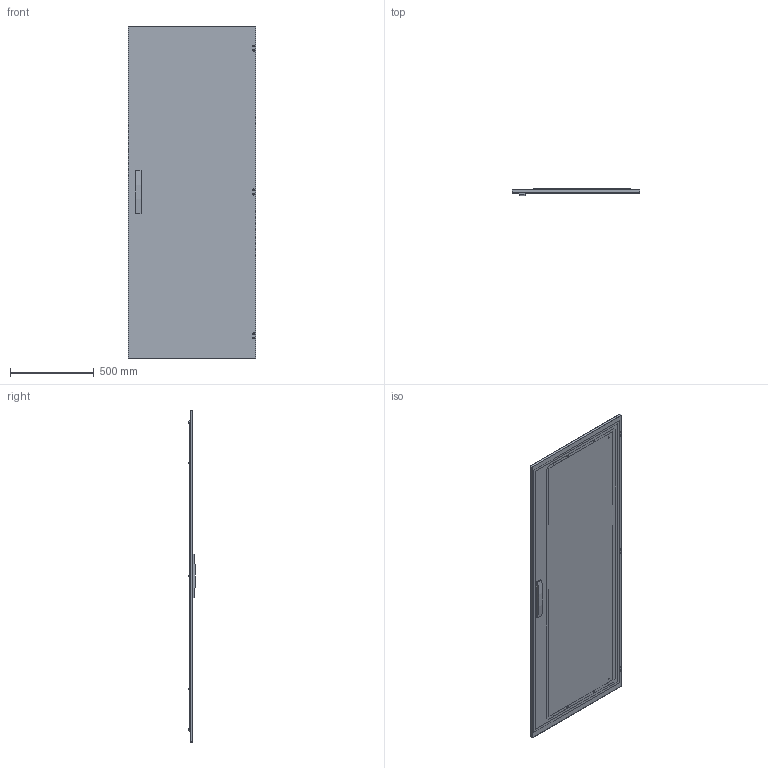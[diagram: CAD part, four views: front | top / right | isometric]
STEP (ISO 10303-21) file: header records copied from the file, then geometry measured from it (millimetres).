
FILE_DESCRIPTION (( 'STEP AP214' ), '1' );
FILE_NAME ('FPK208.STEP', '2025-09-11T09:57:48', ( '' ), ( '' ), 'SwSTEP 2.0', 'SolidWorks 2024', '' );
FILE_SCHEMA (( 'AUTOMOTIVE_DESIGN' ));
Length unit declared in the file: millimetre
Products named in the file (1): FPK208
Bounding box: 759 x 40.34 x 1984 mm (x, y, z)
Volume: 4553830.3 mm3; surface area: 3499863.3 mm2
Topology: 2 solids, 2 shells, 636 faces, 1594 edges, 1098 vertices
Faces by surface type: plane 299, cylinder 235, cone 102
Full cylindrical faces by diameter (mm): 2.5 x2, 4.25 x144, 4.917 x8, 6 x6, 7 x6, 7.2 x2, 9 x16, 11 x6
Entity records: 17070 total; most frequent: CARTESIAN_POINT 3829, DIRECTION 2728, ORIENTED_EDGE 2316, EDGE_CURVE 1158, AXIS2_PLACEMENT_3D 1149, EDGE_LOOP 1072, VERTEX_POINT 890, FACE_OUTER_BOUND 806
